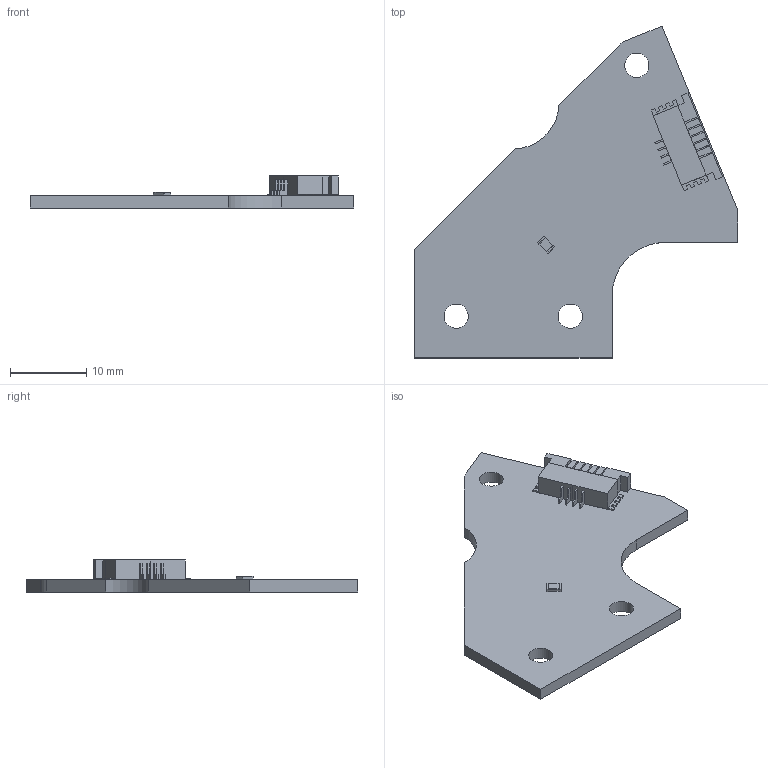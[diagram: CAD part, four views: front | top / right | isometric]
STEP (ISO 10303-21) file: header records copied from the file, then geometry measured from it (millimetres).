
FILE_DESCRIPTION(('KiCad electronic assembly'),'2;1');
FILE_NAME('Sample-Bias-Interconnect.step','2020-08-18T10:01:25',( 'An Author'),('A Company'),'Open CASCADE STEP processor 7.4', 'KiCad to STEP converter','Unknown');
FILE_SCHEMA(('AUTOMOTIVE_DESIGN { 1 0 10303 214 1 1 1 1 }'));
Length unit declared in the file: millimetre
Products named in the file (6): Open CASCADE STEP translator 7.4 1; R_0805_2012Metric; SOLID; TE_84953-4_1x04-1MP_P1.0mm_Horizontal; COMPOUND
Assembly tree (5 placements, depth 3):
  Open CASCADE STEP translator 7.4 1
    R_0805_2012Metric
      SOLID
    TE_84953-4_1x04-1MP_P1.0mm_Horizontal
      SOLID
    COMPOUND
Bounding box: 42.5 x 43.68 x 4.21 mm (x, y, z)
Volume: 1771.7 mm3; surface area: 2592.4 mm2
Topology: 3 solids, 3 shells, 166 faces, 446 edges, 288 vertices
Faces by surface type: plane 140, cylinder 14, extrusion 12
Full cylindrical faces by diameter (mm): 3.2 x3
Entity records: 12058 total; most frequent: CARTESIAN_POINT 1994, DIRECTION 1614, VECTOR 1230, LINE 1218, ORIENTED_EDGE 892, PCURVE 892, DEFINITIONAL_REPRESENTATION 892, EDGE_CURVE 446
